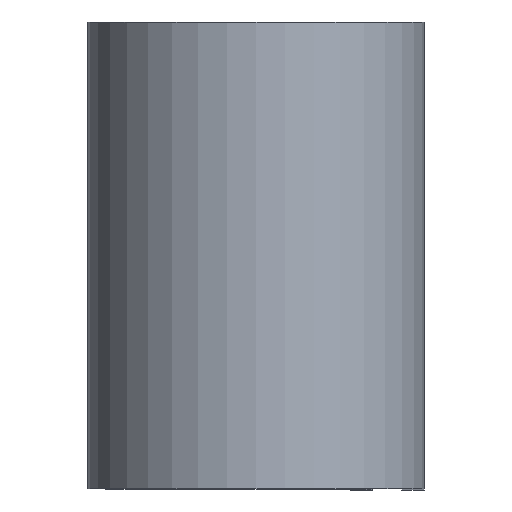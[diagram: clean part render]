
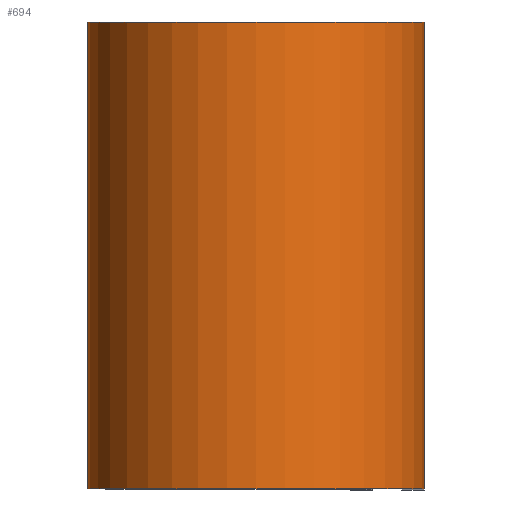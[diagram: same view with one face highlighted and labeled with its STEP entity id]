
A CAD part, top view. The second image highlights one B-rep face of the part: STEP entity #694.
In plain terms, the highlighted cylindrical face has radius 9.157 mm (diameter 18.313 mm), a partial arc.
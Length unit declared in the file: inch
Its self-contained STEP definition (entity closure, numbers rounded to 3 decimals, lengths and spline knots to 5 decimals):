
#15 = CYLINDRICAL_SURFACE ( 'NONE', #543, 0.3605 ) ;
#19 = VERTEX_POINT ( 'NONE', #351 ) ;
#23 = ORIENTED_EDGE ( 'NONE', *, *, #668, .F. ) ;
#27 = CARTESIAN_POINT ( 'NONE',  ( 0., 0.5, 0. ) ) ;
#37 = FACE_OUTER_BOUND ( 'NONE', #365, .T. ) ;
#38 = EDGE_CURVE ( 'NONE', #315, #19, #420, .T. ) ;
#47 = DIRECTION ( 'NONE',  ( 0., 1., 0. ) ) ;
#52 = DIRECTION ( 'NONE',  ( 1., 0., 0. ) ) ;
#55 = CIRCLE ( 'NONE', #169, 0.3605 ) ;
#92 = VECTOR ( 'NONE', #498, 39.37008 ) ;
#95 = EDGE_CURVE ( 'NONE', #190, #19, #481, .T. ) ;
#112 = LINE ( 'NONE', #444, #92 ) ;
#169 = AXIS2_PLACEMENT_3D ( 'NONE', #27, #47, #52 ) ;
#190 = VERTEX_POINT ( 'NONE', #608 ) ;
#192 = DIRECTION ( 'NONE',  ( 0., 0., -1. ) ) ;
#212 = DIRECTION ( 'NONE',  ( 0., -1., 0. ) ) ;
#217 = CARTESIAN_POINT ( 'NONE',  ( 0., 0.5, 0. ) ) ;
#237 = EDGE_CURVE ( 'NONE', #352, #190, #112, .T. ) ;
#249 = ORIENTED_EDGE ( 'NONE', *, *, #38, .F. ) ;
#251 = CARTESIAN_POINT ( 'NONE',  ( 0., 0.5, -0.3605 ) ) ;
#264 = DIRECTION ( 'NONE',  ( 1., 0., 0. ) ) ;
#265 = CARTESIAN_POINT ( 'NONE',  ( 0., -0.5, 0. ) ) ;
#270 = DIRECTION ( 'NONE',  ( 0., 1., 0. ) ) ;
#315 = VERTEX_POINT ( 'NONE', #332 ) ;
#332 = CARTESIAN_POINT ( 'NONE',  ( 0.3605, 0.5, 0. ) ) ;
#351 = CARTESIAN_POINT ( 'NONE',  ( 0.3605, -0.5, 0. ) ) ;
#352 = VERTEX_POINT ( 'NONE', #251 ) ;
#365 = EDGE_LOOP ( 'NONE', ( #488, #249, #23, #541 ) ) ;
#420 = LINE ( 'NONE', #710, #447 ) ;
#444 = CARTESIAN_POINT ( 'NONE',  ( 0., 0.5, -0.3605 ) ) ;
#447 = VECTOR ( 'NONE', #697, 39.37008 ) ;
#481 = CIRCLE ( 'NONE', #568, 0.3605 ) ;
#488 = ORIENTED_EDGE ( 'NONE', *, *, #95, .T. ) ;
#498 = DIRECTION ( 'NONE',  ( 0., -1., 0. ) ) ;
#541 = ORIENTED_EDGE ( 'NONE', *, *, #237, .T. ) ;
#543 = AXIS2_PLACEMENT_3D ( 'NONE', #217, #212, #192 ) ;
#568 = AXIS2_PLACEMENT_3D ( 'NONE', #265, #270, #264 ) ;
#608 = CARTESIAN_POINT ( 'NONE',  ( 0., -0.5, -0.3605 ) ) ;
#668 = EDGE_CURVE ( 'NONE', #352, #315, #55, .T. ) ;
#694 = ADVANCED_FACE ( 'NONE', ( #37 ), #15, .T. ) ;
#697 = DIRECTION ( 'NONE',  ( 0., -1., 0. ) ) ;
#710 = CARTESIAN_POINT ( 'NONE',  ( 0.3605, 0.5, 0. ) ) ;
